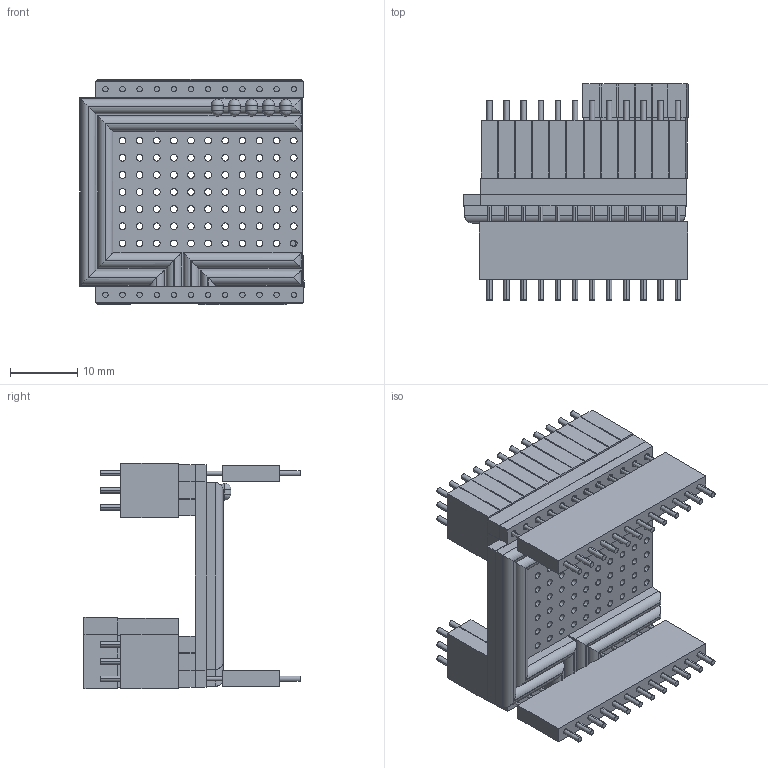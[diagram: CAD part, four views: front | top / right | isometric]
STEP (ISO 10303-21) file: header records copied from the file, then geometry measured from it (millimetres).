
FILE_DESCRIPTION (( 'STEP AP203' ), '1' );
FILE_NAME ('MUX_Assembly.STEP', '2020-05-01T09:39:43', ( '' ), ( '' ), 'SwSTEP 2.0', 'SolidWorks 2016', '' );
FILE_SCHEMA (( 'CONFIG_CONTROL_DESIGN' ));
Length unit declared in the file: millimetre
Products named in the file (9): Long_Conn_Header; 10OHM_FSR; MUX-Mockup; Female_Conn_Header_Servo; Female_Conn_Header_3; MUX_Assembly; Short_Conn_Header; Female_Conn_Header_12; Solder_Lines
Assembly tree (35 placements, depth 2):
  MUX_Assembly
    MUX-Mockup
    Long_Conn_Header  x2
    Short_Conn_Header  x4
    10OHM_FSR  x5
    Solder_Lines
    Female_Conn_Header_12  x2
    Female_Conn_Header_3  x14
    Female_Conn_Header_Servo  x6
Bounding box: 33.3 x 32.04 x 33.5 mm (x, y, z)
Volume: 8983.8 mm3; surface area: 16335.7 mm2
Topology: 38 solids, 38 shells, 1526 faces, 3448 edges, 2278 vertices
Faces by surface type: cylinder 964, plane 542, sphere 20
Entity records: 23891 total; most frequent: DIRECTION 4198, CARTESIAN_POINT 3746, ORIENTED_EDGE 3508, EDGE_CURVE 1754, AXIS2_PLACEMENT_3D 1738, VERTEX_POINT 1158, EDGE_LOOP 1116, CIRCLE 1000
